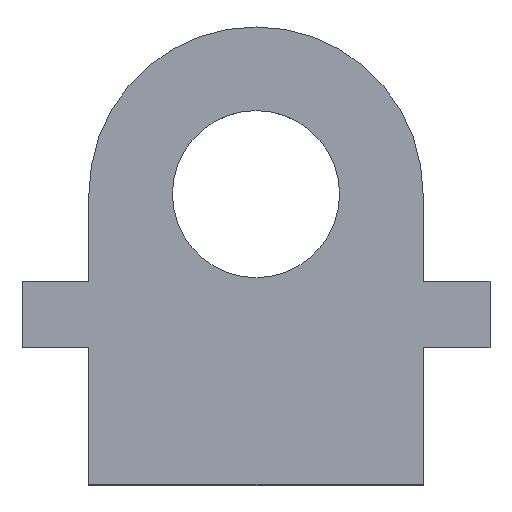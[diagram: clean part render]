
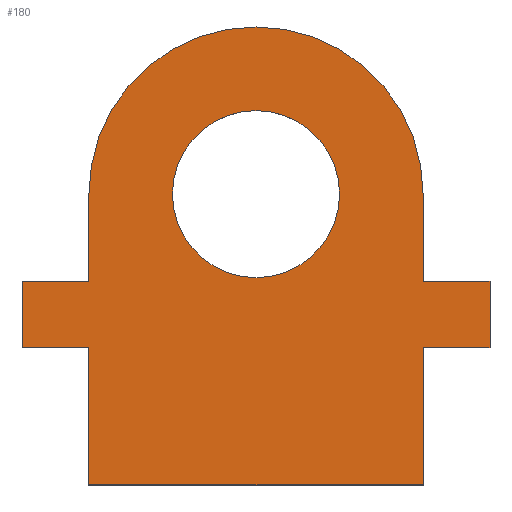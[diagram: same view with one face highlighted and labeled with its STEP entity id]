
A CAD part, top view. The second image highlights one B-rep face of the part: STEP entity #180.
In plain terms, the highlighted planar face has unit normal (0, 0, 1).
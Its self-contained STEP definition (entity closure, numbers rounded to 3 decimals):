
#9 = CARTESIAN_POINT ( 'NONE',  ( 25., -23., 5.5 ) ) ;
#10 = CARTESIAN_POINT ( 'NONE',  ( 0., -13., 5.5 ) ) ;
#13 = DIRECTION ( 'NONE',  ( 0., 0., 1. ) ) ;
#15 = DIRECTION ( 'NONE',  ( 1., 0., 0. ) ) ;
#29 = DIRECTION ( 'NONE',  ( 0., 1., 0. ) ) ;
#31 = CARTESIAN_POINT ( 'NONE',  ( 0., -23., 5.5 ) ) ;
#37 = CARTESIAN_POINT ( 'NONE',  ( 35., -23., 5.5 ) ) ;
#41 = CARTESIAN_POINT ( 'NONE',  ( 25., 0., 5.5 ) ) ;
#43 = ORIENTED_EDGE ( 'NONE', *, *, #576, .F. ) ;
#49 = LINE ( 'NONE', #227, #214 ) ;
#58 = CARTESIAN_POINT ( 'NONE',  ( 0., -43.5, 5.5 ) ) ;
#64 = VECTOR ( 'NONE', #532, 1000. ) ;
#73 = CIRCLE ( 'NONE', #479, 12.5 ) ;
#74 = EDGE_CURVE ( 'Edge35', #514, #431, #415, .T. ) ;
#79 = CARTESIAN_POINT ( 'NONE',  ( -35., 0., 5.5 ) ) ;
#81 = EDGE_CURVE ( 'Edge21', #258, #477, #409, .T. ) ;
#83 = DIRECTION ( 'NONE',  ( 0., 0., 1. ) ) ;
#84 = AXIS2_PLACEMENT_3D ( 'NONE', #423, #380, #340 ) ;
#96 = CARTESIAN_POINT ( 'NONE',  ( -25., 0., 5.5 ) ) ;
#100 = VERTEX_POINT ( 'NONE', #373 ) ;
#101 = EDGE_CURVE ( 'Edge26', #134, #565, #195, .T. ) ;
#102 = DIRECTION ( 'NONE',  ( 1., 0., 0. ) ) ;
#105 = VECTOR ( 'NONE', #29, 1000. ) ;
#111 = CARTESIAN_POINT ( 'NONE',  ( 35., -13., 5.5 ) ) ;
#113 = LINE ( 'NONE', #511, #105 ) ;
#115 = VERTEX_POINT ( 'NONE', #144 ) ;
#122 = VERTEX_POINT ( 'NONE', #96 ) ;
#126 = ORIENTED_EDGE ( 'NONE', *, *, #101, .T. ) ;
#134 = VERTEX_POINT ( 'NONE', #371 ) ;
#143 = CARTESIAN_POINT ( 'NONE',  ( 35., 0., 5.5 ) ) ;
#144 = CARTESIAN_POINT ( 'NONE',  ( -35., -23., 5.5 ) ) ;
#145 = EDGE_CURVE ( 'Edge12', #100, #474, #374, .T. ) ;
#149 = VECTOR ( 'NONE', #228, 1000. ) ;
#154 = ORIENTED_EDGE ( 'NONE', *, *, #81, .T. ) ;
#157 = ORIENTED_EDGE ( 'NONE', *, *, #74, .F. ) ;
#159 = VECTOR ( 'NONE', #172, 1000. ) ;
#162 = ORIENTED_EDGE ( 'NONE', *, *, #145, .F. ) ;
#172 = DIRECTION ( 'NONE',  ( -1., 0., 0. ) ) ;
#174 = CARTESIAN_POINT ( 'NONE',  ( -25., -13., 5.5 ) ) ;
#180 = ADVANCED_FACE ( 'Face3', ( #246, #516 ), #513, .T. ) ;
#183 = ORIENTED_EDGE ( 'NONE', *, *, #459, .T. ) ;
#188 = DIRECTION ( 'NONE',  ( 0., 1., 0. ) ) ;
#190 = DIRECTION ( 'NONE',  ( -1., 0., 0. ) ) ;
#195 = LINE ( 'NONE', #546, #149 ) ;
#207 = AXIS2_PLACEMENT_3D ( 'NONE', #476, #566, #294 ) ;
#213 = ORIENTED_EDGE ( 'NONE', *, *, #420, .F. ) ;
#214 = VECTOR ( 'NONE', #318, 1000. ) ;
#221 = DIRECTION ( 'NONE',  ( 1., 0., 0. ) ) ;
#223 = CARTESIAN_POINT ( 'NONE',  ( -25., -43.5, 5.5 ) ) ;
#224 = AXIS2_PLACEMENT_3D ( 'NONE', #321, #13, #102 ) ;
#227 = CARTESIAN_POINT ( 'NONE',  ( 0., -23., 5.5 ) ) ;
#228 = DIRECTION ( 'NONE',  ( 0., 1., 0. ) ) ;
#240 = VECTOR ( 'NONE', #324, 1000. ) ;
#246 = FACE_BOUND ( 'NONE', #299, .T. ) ;
#249 = VECTOR ( 'NONE', #15, 1000. ) ;
#251 = VECTOR ( 'NONE', #188, 1000. ) ;
#258 = VERTEX_POINT ( 'NONE', #111 ) ;
#271 = CARTESIAN_POINT ( 'NONE',  ( 25., -13., 5.5 ) ) ;
#277 = CARTESIAN_POINT ( 'NONE',  ( -12.5, 0., 5.5 ) ) ;
#279 = CARTESIAN_POINT ( 'NONE',  ( -25., -23., 5.5 ) ) ;
#289 = EDGE_CURVE ( 'Edge2', #431, #122, #113, .T. ) ;
#294 = DIRECTION ( 'NONE',  ( 1., 0., 0. ) ) ;
#299 = EDGE_LOOP ( 'NONE', ( #574, #162 ) ) ;
#309 = EDGE_CURVE ( 'Edge19', #489, #115, #432, .T. ) ;
#312 = DIRECTION ( 'NONE',  ( 0., 1., 0. ) ) ;
#318 = DIRECTION ( 'NONE',  ( 1., 0., 0. ) ) ;
#321 = CARTESIAN_POINT ( 'NONE',  ( 0., 0., 5.5 ) ) ;
#322 = VERTEX_POINT ( 'NONE', #37 ) ;
#324 = DIRECTION ( 'NONE',  ( 1., 0., 0. ) ) ;
#327 = VECTOR ( 'NONE', #190, 1000. ) ;
#332 = EDGE_CURVE ( 'Edge12', #474, #100, #73, .T. ) ;
#334 = ORIENTED_EDGE ( 'NONE', *, *, #517, .T. ) ;
#337 = ORIENTED_EDGE ( 'NONE', *, *, #502, .T. ) ;
#340 = DIRECTION ( 'NONE',  ( 1., 0., 0. ) ) ;
#346 = VECTOR ( 'NONE', #312, 1000. ) ;
#366 = CIRCLE ( 'NONE', #224, 25. ) ;
#370 = LINE ( 'NONE', #577, #64 ) ;
#371 = CARTESIAN_POINT ( 'NONE',  ( 25., -43.5, 5.5 ) ) ;
#373 = CARTESIAN_POINT ( 'NONE',  ( 12.5, 0., 5.5 ) ) ;
#374 = CIRCLE ( 'NONE', #84, 12.5 ) ;
#378 = VERTEX_POINT ( 'NONE', #223 ) ;
#380 = DIRECTION ( 'NONE',  ( 0., 0., 1. ) ) ;
#390 = ORIENTED_EDGE ( 'NONE', *, *, #289, .F. ) ;
#395 = LINE ( 'NONE', #79, #346 ) ;
#402 = CARTESIAN_POINT ( 'NONE',  ( 25., 0., 5.5 ) ) ;
#404 = EDGE_CURVE ( 'Edge17', #477, #421, #531, .T. ) ;
#409 = LINE ( 'NONE', #10, #327 ) ;
#412 = LINE ( 'NONE', #143, #251 ) ;
#413 = CARTESIAN_POINT ( 'NONE',  ( 0., -13., 5.5 ) ) ;
#415 = LINE ( 'NONE', #413, #249 ) ;
#420 = EDGE_CURVE ( 'Edge9', #115, #514, #395, .T. ) ;
#421 = VERTEX_POINT ( 'NONE', #402 ) ;
#423 = CARTESIAN_POINT ( 'NONE',  ( 0., 0., 5.5 ) ) ;
#429 = VECTOR ( 'NONE', #449, 1000. ) ;
#431 = VERTEX_POINT ( 'NONE', #174 ) ;
#432 = LINE ( 'NONE', #31, #159 ) ;
#433 = ORIENTED_EDGE ( 'NONE', *, *, #404, .T. ) ;
#434 = ORIENTED_EDGE ( 'NONE', *, *, #309, .F. ) ;
#449 = DIRECTION ( 'NONE',  ( 0., 1., 0. ) ) ;
#459 = EDGE_CURVE ( 'Edge24', #322, #258, #412, .T. ) ;
#468 = EDGE_CURVE ( 'Edge11', #421, #122, #366, .T. ) ;
#474 = VERTEX_POINT ( 'NONE', #277 ) ;
#476 = CARTESIAN_POINT ( 'NONE',  ( 0., 0., 5.5 ) ) ;
#477 = VERTEX_POINT ( 'NONE', #271 ) ;
#479 = AXIS2_PLACEMENT_3D ( 'NONE', #492, #83, #221 ) ;
#489 = VERTEX_POINT ( 'NONE', #279 ) ;
#492 = CARTESIAN_POINT ( 'NONE',  ( 0., 0., 5.5 ) ) ;
#498 = CARTESIAN_POINT ( 'NONE',  ( -35., -13., 5.5 ) ) ;
#500 = LINE ( 'NONE', #58, #240 ) ;
#502 = EDGE_CURVE ( 'Edge15', #378, #134, #500, .T. ) ;
#511 = CARTESIAN_POINT ( 'NONE',  ( -25., 0., 5.5 ) ) ;
#513 = PLANE ( 'NONE',  #207 ) ;
#514 = VERTEX_POINT ( 'NONE', #498 ) ;
#516 = FACE_OUTER_BOUND ( 'NONE', #559, .T. ) ;
#517 = EDGE_CURVE ( 'Edge22', #565, #322, #49, .T. ) ;
#531 = LINE ( 'NONE', #41, #429 ) ;
#532 = DIRECTION ( 'NONE',  ( 0., 1., 0. ) ) ;
#541 = ORIENTED_EDGE ( 'NONE', *, *, #468, .T. ) ;
#546 = CARTESIAN_POINT ( 'NONE',  ( 25., 0., 5.5 ) ) ;
#559 = EDGE_LOOP ( 'NONE', ( #541, #390, #157, #213, #434, #43, #337, #126, #334, #183, #154, #433 ) ) ;
#565 = VERTEX_POINT ( 'NONE', #9 ) ;
#566 = DIRECTION ( 'NONE',  ( 0., 0., 1. ) ) ;
#574 = ORIENTED_EDGE ( 'NONE', *, *, #332, .F. ) ;
#576 = EDGE_CURVE ( 'Edge10', #378, #489, #370, .T. ) ;
#577 = CARTESIAN_POINT ( 'NONE',  ( -25., 0., 5.5 ) ) ;
